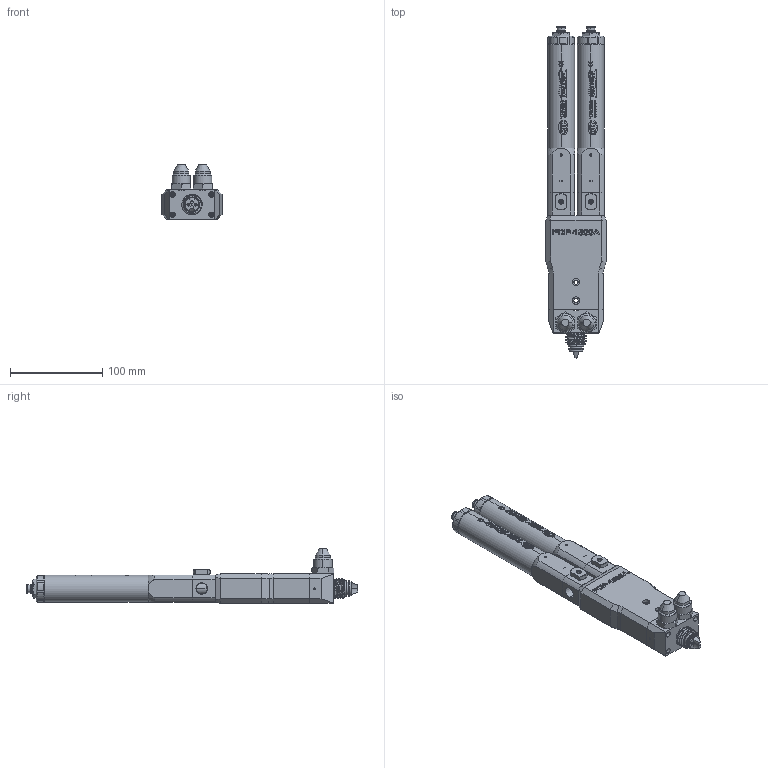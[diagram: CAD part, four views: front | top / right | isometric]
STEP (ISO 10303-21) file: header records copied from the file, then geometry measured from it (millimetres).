
FILE_DESCRIPTION (( 'STEP AP203' ), '1' );
FILE_NAME ('PDP-1500A.STEP', '2024-09-27T13:35:06', ( '' ), ( '' ), 'SwSTEP 2.0', 'SolidWorks 2021', '' );
FILE_SCHEMA (( 'CONFIG_CONTROL_DESIGN' ));
Length unit declared in the file: millimetre
Products named in the file (10): TWIN BLOCK(PDP-1500A); A08-MATERIAL CHAMBER TR; MIX ADAPTER CA_150; PCP-1500A-R; PCP-1500A; SENSYS SENSOR_1; PDP-1500A; PCP-1500A-L; A08-MATERIAL CHAMBER TL; MIX ADAPTER CA_150_1
Assembly tree (11 placements, depth 3):
  PDP-1500A
    TWIN BLOCK(PDP-1500A)
    PCP-1500A-L
      PCP-1500A
      A08-MATERIAL CHAMBER TL
    PCP-1500A-R
      PCP-1500A
      A08-MATERIAL CHAMBER TR
    MIX ADAPTER CA_150
      MIX ADAPTER CA_150_1
      SENSYS SENSOR_1  x2
Bounding box: 65 x 359 x 59.3 mm (x, y, z)
Volume: 529446.7 mm3; surface area: 127887.2 mm2
Topology: 12 solids, 12 shells, 2442 faces, 6312 edges, 4087 vertices
Faces by surface type: plane 1121, cylinder 551, bspline 437, cone 321, torus 12
Entity records: 74645 total; most frequent: CARTESIAN_POINT 34432, ORIENTED_EDGE 8586, DIRECTION 7346, EDGE_CURVE 4293, VERTEX_POINT 2786, AXIS2_PLACEMENT_3D 2491, VECTOR 2364, LINE 2364
